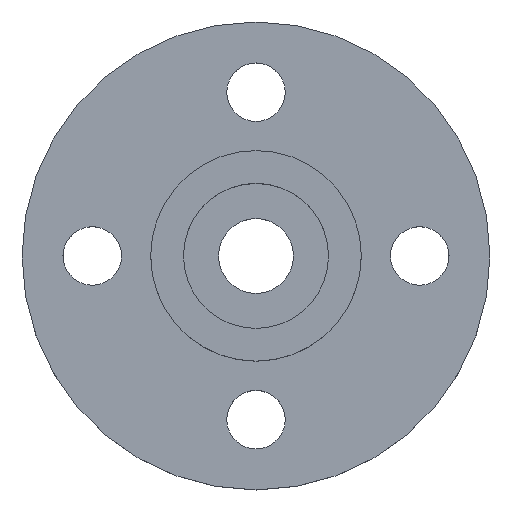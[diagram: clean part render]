
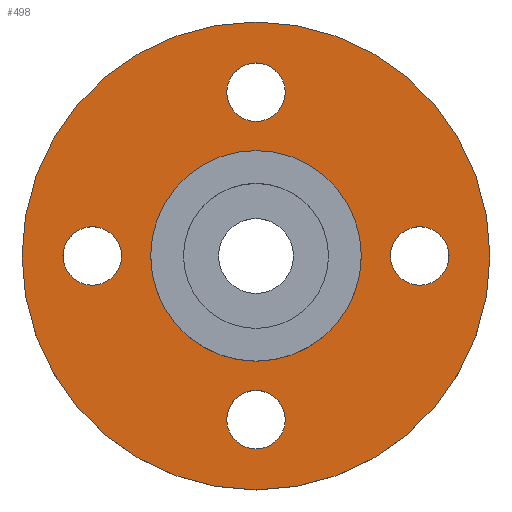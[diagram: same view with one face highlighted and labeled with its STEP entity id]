
A CAD part, top view. The second image highlights one B-rep face of the part: STEP entity #498.
In plain terms, the highlighted planar face has unit normal (0, 0, 1).
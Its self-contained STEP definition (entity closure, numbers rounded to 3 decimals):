
#10 = ORIENTED_EDGE ( 'NONE', *, *, #695, .F. ) ;
#16 = CARTESIAN_POINT ( 'NONE',  ( -39.103, -19.9, -34.124 ) ) ;
#40 = DIRECTION ( 'NONE',  ( 0., 0., 1. ) ) ;
#42 = EDGE_CURVE ( 'NONE', #222, #68, #298, .T. ) ;
#45 = CIRCLE ( 'NONE', #703, 1.25 ) ;
#48 = FACE_BOUND ( 'NONE', #486, .T. ) ;
#50 = DIRECTION ( 'NONE',  ( 0., 0., 1. ) ) ;
#52 = DIRECTION ( 'NONE',  ( 0., 0., 1. ) ) ;
#55 = DIRECTION ( 'NONE',  ( 0., 0., 1. ) ) ;
#68 = VERTEX_POINT ( 'NONE', #174 ) ;
#69 = DIRECTION ( 'NONE',  ( -1., 0., 0. ) ) ;
#70 = EDGE_CURVE ( 'NONE', #217, #387, #527, .T. ) ;
#73 = DIRECTION ( 'NONE',  ( 0., 0., 1. ) ) ;
#79 = DIRECTION ( 'NONE',  ( 0., 0., 1. ) ) ;
#85 = AXIS2_PLACEMENT_3D ( 'NONE', #203, #322, #425 ) ;
#94 = ORIENTED_EDGE ( 'NONE', *, *, #42, .F. ) ;
#98 = EDGE_CURVE ( 'NONE', #624, #121, #613, .T. ) ;
#100 = CARTESIAN_POINT ( 'NONE',  ( -32.103, -21.15, -34.124 ) ) ;
#103 = CARTESIAN_POINT ( 'NONE',  ( -39.103, -19.9, -34.124 ) ) ;
#114 = DIRECTION ( 'NONE',  ( 1., 0., 0. ) ) ;
#117 = CARTESIAN_POINT ( 'NONE',  ( -39.103, -19.9, -34.124 ) ) ;
#118 = CIRCLE ( 'NONE', #481, 1.25 ) ;
#121 = VERTEX_POINT ( 'NONE', #505 ) ;
#123 = CARTESIAN_POINT ( 'NONE',  ( -37.853, -26.9, -34.124 ) ) ;
#124 = ORIENTED_EDGE ( 'NONE', *, *, #98, .F. ) ;
#125 = VERTEX_POINT ( 'NONE', #291 ) ;
#137 = CIRCLE ( 'NONE', #375, 1.25 ) ;
#146 = CARTESIAN_POINT ( 'NONE',  ( -46.103, -19.9, -34.124 ) ) ;
#149 = AXIS2_PLACEMENT_3D ( 'NONE', #495, #557, #440 ) ;
#150 = CARTESIAN_POINT ( 'NONE',  ( -46.103, -21.15, -34.124 ) ) ;
#158 = AXIS2_PLACEMENT_3D ( 'NONE', #702, #388, #114 ) ;
#174 = CARTESIAN_POINT ( 'NONE',  ( -40.353, -12.9, -34.124 ) ) ;
#176 = ORIENTED_EDGE ( 'NONE', *, *, #225, .F. ) ;
#191 = EDGE_CURVE ( 'NONE', #639, #400, #137, .T. ) ;
#199 = ORIENTED_EDGE ( 'NONE', *, *, #423, .F. ) ;
#203 = CARTESIAN_POINT ( 'NONE',  ( -32.103, -19.9, -34.124 ) ) ;
#210 = CARTESIAN_POINT ( 'NONE',  ( -39.103, -26.9, -34.124 ) ) ;
#216 = PLANE ( 'NONE',  #218 ) ;
#217 = VERTEX_POINT ( 'NONE', #465 ) ;
#218 = AXIS2_PLACEMENT_3D ( 'NONE', #103, #40, #318 ) ;
#222 = VERTEX_POINT ( 'NONE', #245 ) ;
#225 = EDGE_CURVE ( 'NONE', #125, #544, #679, .T. ) ;
#241 = AXIS2_PLACEMENT_3D ( 'NONE', #117, #55, #339 ) ;
#245 = CARTESIAN_POINT ( 'NONE',  ( -37.853, -12.9, -34.124 ) ) ;
#262 = DIRECTION ( 'NONE',  ( -1., 0., 0. ) ) ;
#269 = FACE_BOUND ( 'NONE', #589, .T. ) ;
#272 = FACE_BOUND ( 'NONE', #363, .T. ) ;
#291 = CARTESIAN_POINT ( 'NONE',  ( -46.103, -18.65, -34.124 ) ) ;
#294 = CARTESIAN_POINT ( 'NONE',  ( -39.103, -19.9, -34.124 ) ) ;
#295 = EDGE_CURVE ( 'NONE', #544, #125, #602, .T. ) ;
#298 = CIRCLE ( 'NONE', #158, 1.25 ) ;
#314 = AXIS2_PLACEMENT_3D ( 'NONE', #294, #567, #630 ) ;
#315 = DIRECTION ( 'NONE',  ( 0., -1., 0. ) ) ;
#318 = DIRECTION ( 'NONE',  ( 1., 0., 0. ) ) ;
#322 = DIRECTION ( 'NONE',  ( 0., 0., 1. ) ) ;
#323 = AXIS2_PLACEMENT_3D ( 'NONE', #362, #79, #463 ) ;
#328 = FACE_OUTER_BOUND ( 'NONE', #570, .T. ) ;
#339 = DIRECTION ( 'NONE',  ( 1., 0., 0. ) ) ;
#345 = CARTESIAN_POINT ( 'NONE',  ( -39.103, -26.9, -34.124 ) ) ;
#347 = DIRECTION ( 'NONE',  ( 0., 0., 1. ) ) ;
#349 = DIRECTION ( 'NONE',  ( 0., 0., 1. ) ) ;
#359 = ORIENTED_EDGE ( 'NONE', *, *, #70, .F. ) ;
#362 = CARTESIAN_POINT ( 'NONE',  ( -46.103, -19.9, -34.124 ) ) ;
#363 = EDGE_LOOP ( 'NONE', ( #516, #176 ) ) ;
#375 = AXIS2_PLACEMENT_3D ( 'NONE', #345, #73, #410 ) ;
#387 = VERTEX_POINT ( 'NONE', #403 ) ;
#388 = DIRECTION ( 'NONE',  ( 0., 0., 1. ) ) ;
#390 = CARTESIAN_POINT ( 'NONE',  ( -39.103, -19.9, -34.124 ) ) ;
#398 = AXIS2_PLACEMENT_3D ( 'NONE', #390, #349, #69 ) ;
#400 = VERTEX_POINT ( 'NONE', #543 ) ;
#403 = CARTESIAN_POINT ( 'NONE',  ( -34.603, -19.9, -34.124 ) ) ;
#410 = DIRECTION ( 'NONE',  ( 1., 0., 0. ) ) ;
#413 = CIRCLE ( 'NONE', #149, 1.25 ) ;
#423 = EDGE_CURVE ( 'NONE', #400, #639, #45, .T. ) ;
#425 = DIRECTION ( 'NONE',  ( 0., 1., 0. ) ) ;
#440 = DIRECTION ( 'NONE',  ( -1., 0., 0. ) ) ;
#463 = DIRECTION ( 'NONE',  ( 0., 1., 0. ) ) ;
#464 = EDGE_CURVE ( 'NONE', #541, #525, #118, .T. ) ;
#465 = CARTESIAN_POINT ( 'NONE',  ( -43.603, -19.9, -34.124 ) ) ;
#479 = EDGE_LOOP ( 'NONE', ( #10, #94 ) ) ;
#481 = AXIS2_PLACEMENT_3D ( 'NONE', #694, #52, #642 ) ;
#486 = EDGE_LOOP ( 'NONE', ( #359, #665 ) ) ;
#495 = CARTESIAN_POINT ( 'NONE',  ( -39.103, -12.9, -34.124 ) ) ;
#498 = ADVANCED_FACE ( 'NONE', ( #272, #48, #269, #638, #594, #328 ), #216, .T. ) ;
#502 = AXIS2_PLACEMENT_3D ( 'NONE', #16, #653, #615 ) ;
#503 = CARTESIAN_POINT ( 'NONE',  ( -29.103, -19.9, -34.124 ) ) ;
#504 = ORIENTED_EDGE ( 'NONE', *, *, #464, .F. ) ;
#505 = CARTESIAN_POINT ( 'NONE',  ( -49.103, -19.9, -34.124 ) ) ;
#516 = ORIENTED_EDGE ( 'NONE', *, *, #295, .F. ) ;
#525 = VERTEX_POINT ( 'NONE', #688 ) ;
#527 = CIRCLE ( 'NONE', #398, 4.5 ) ;
#529 = ORIENTED_EDGE ( 'NONE', *, *, #640, .F. ) ;
#534 = EDGE_LOOP ( 'NONE', ( #593, #504 ) ) ;
#535 = ORIENTED_EDGE ( 'NONE', *, *, #191, .F. ) ;
#538 = EDGE_CURVE ( 'NONE', #525, #541, #610, .T. ) ;
#541 = VERTEX_POINT ( 'NONE', #100 ) ;
#543 = CARTESIAN_POINT ( 'NONE',  ( -40.353, -26.9, -34.124 ) ) ;
#544 = VERTEX_POINT ( 'NONE', #150 ) ;
#557 = DIRECTION ( 'NONE',  ( 0., 0., 1. ) ) ;
#567 = DIRECTION ( 'NONE',  ( 0., 0., -1. ) ) ;
#570 = EDGE_LOOP ( 'NONE', ( #124, #529 ) ) ;
#589 = EDGE_LOOP ( 'NONE', ( #535, #199 ) ) ;
#593 = ORIENTED_EDGE ( 'NONE', *, *, #538, .F. ) ;
#594 = FACE_BOUND ( 'NONE', #479, .T. ) ;
#602 = CIRCLE ( 'NONE', #625, 1.25 ) ;
#610 = CIRCLE ( 'NONE', #85, 1.25 ) ;
#613 = CIRCLE ( 'NONE', #314, 10. ) ;
#615 = DIRECTION ( 'NONE',  ( -1., 0., 0. ) ) ;
#624 = VERTEX_POINT ( 'NONE', #503 ) ;
#625 = AXIS2_PLACEMENT_3D ( 'NONE', #146, #347, #315 ) ;
#630 = DIRECTION ( 'NONE',  ( 1., 0., 0. ) ) ;
#636 = CIRCLE ( 'NONE', #241, 4.5 ) ;
#638 = FACE_BOUND ( 'NONE', #534, .T. ) ;
#639 = VERTEX_POINT ( 'NONE', #123 ) ;
#640 = EDGE_CURVE ( 'NONE', #121, #624, #666, .T. ) ;
#642 = DIRECTION ( 'NONE',  ( 0., -1., 0. ) ) ;
#653 = DIRECTION ( 'NONE',  ( 0., 0., -1. ) ) ;
#665 = ORIENTED_EDGE ( 'NONE', *, *, #680, .F. ) ;
#666 = CIRCLE ( 'NONE', #502, 10. ) ;
#679 = CIRCLE ( 'NONE', #323, 1.25 ) ;
#680 = EDGE_CURVE ( 'NONE', #387, #217, #636, .T. ) ;
#688 = CARTESIAN_POINT ( 'NONE',  ( -32.103, -18.65, -34.124 ) ) ;
#694 = CARTESIAN_POINT ( 'NONE',  ( -32.103, -19.9, -34.124 ) ) ;
#695 = EDGE_CURVE ( 'NONE', #68, #222, #413, .T. ) ;
#702 = CARTESIAN_POINT ( 'NONE',  ( -39.103, -12.9, -34.124 ) ) ;
#703 = AXIS2_PLACEMENT_3D ( 'NONE', #210, #50, #262 ) ;
